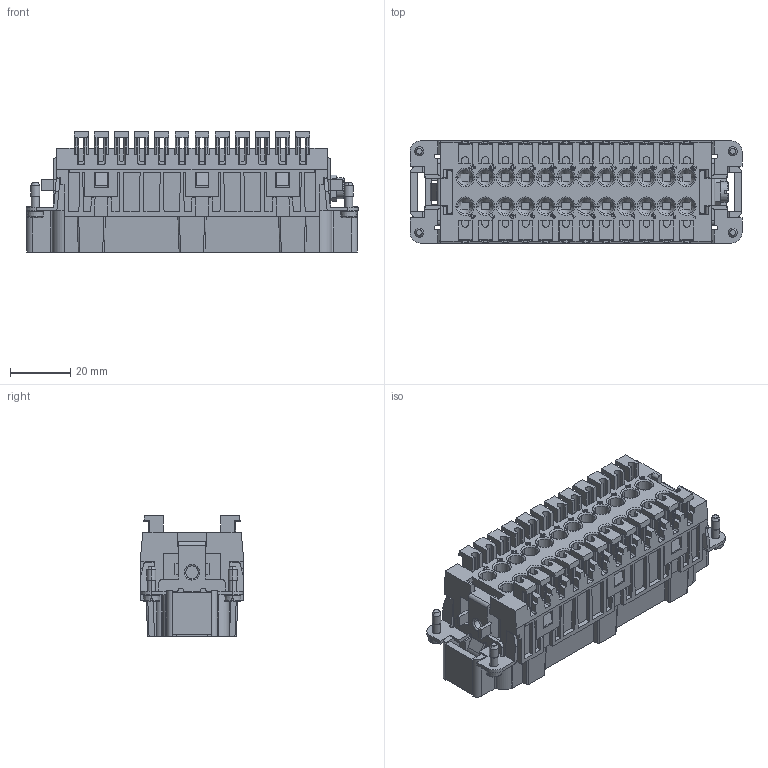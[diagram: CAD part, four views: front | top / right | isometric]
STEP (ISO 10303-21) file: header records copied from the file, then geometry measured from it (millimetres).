
FILE_DESCRIPTION(('Creo Elements/Direct Modeling STEP Export'),'2;1');
FILE_NAME('0ln7uvk4tilrg1q960','2019-11-05T11:46:00',(''),(''),'Creo Elements/Direct Modeling STEP processor for AP214 (Solid Model)','Creo Elements/Direct Modeling 20.1B 02-Apr-2019 (C) Parametric Technology GmbH','');
FILE_SCHEMA(('AUTOMOTIVE_DESIGN { 1 0 10303 214 1 1 1 1 }'));
Products named in the file (2): CSHM_24_S
Assembly tree (1 placements, depth 2):
  CSHM_24_S
    CSHM_24_S
Bounding box: 110.4 x 34 x 40.1 mm (x, y, z)
Volume: 68737 mm3; surface area: 41418.3 mm2
Topology: 1 solids, 1 shells, 2520 faces, 9717 edges, 7349 vertices
Faces by surface type: plane 1710, cylinder 490, cone 210, torus 110
Entity records: 130626 total; most frequent: CARTESIAN_POINT 30038, ORIENTED_EDGE 19442, DIRECTION 13996, EDGE_CURVE 9717, VECTOR 7564, LINE 7564, VERTEX_POINT 7349, AXIS2_PLACEMENT_3D 3216
